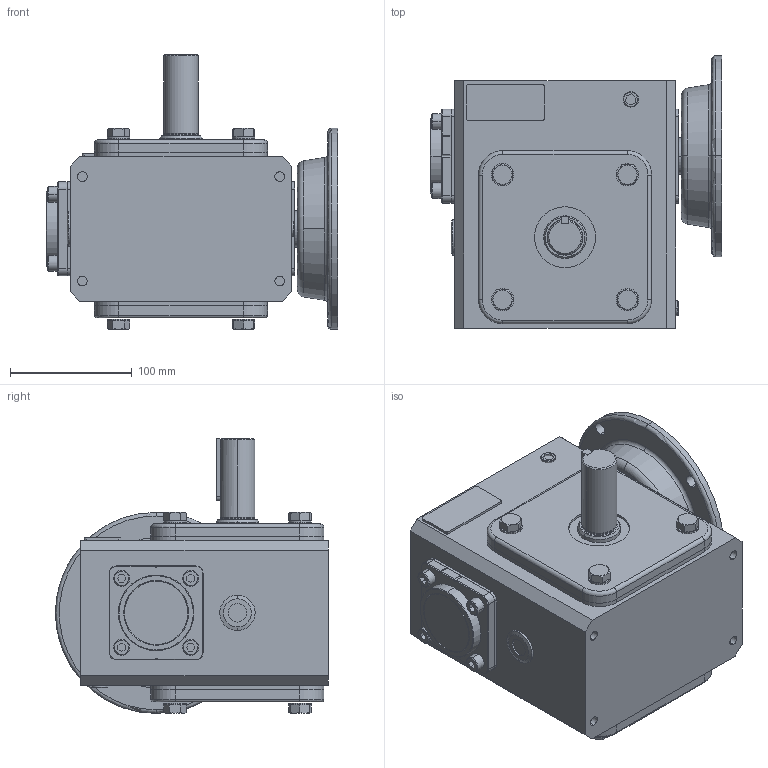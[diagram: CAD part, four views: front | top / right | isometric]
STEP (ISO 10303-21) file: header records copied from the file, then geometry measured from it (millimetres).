
FILE_DESCRIPTION (( 'STEP AP214' ), '1' );
FILE_NAME ('WG-262-020-L.STEP', '2018-03-22T14:02:46', ( '' ), ( '' ), 'SwSTEP 2.0', 'SolidWorks 2017', '' );
FILE_SCHEMA (( 'AUTOMOTIVE_DESIGN' ));
Length unit declared in the file: inch
Products named in the file (1): WG-262-020-L
Bounding box: 239 x 223.8 x 225.5 mm (x, y, z)
Volume: 5212869.3 mm3; surface area: 395948.3 mm2
Topology: 37 solids, 37 shells, 536 faces, 1234 edges, 800 vertices
Faces by surface type: plane 293, cylinder 145, cone 65, torus 24, bspline 9
Entity records: 22382 total; most frequent: CARTESIAN_POINT 9589, DIRECTION 2592, ORIENTED_EDGE 2464, EDGE_CURVE 1232, AXIS2_PLACEMENT_3D 935, VERTEX_POINT 800, VECTOR 722, LINE 722
